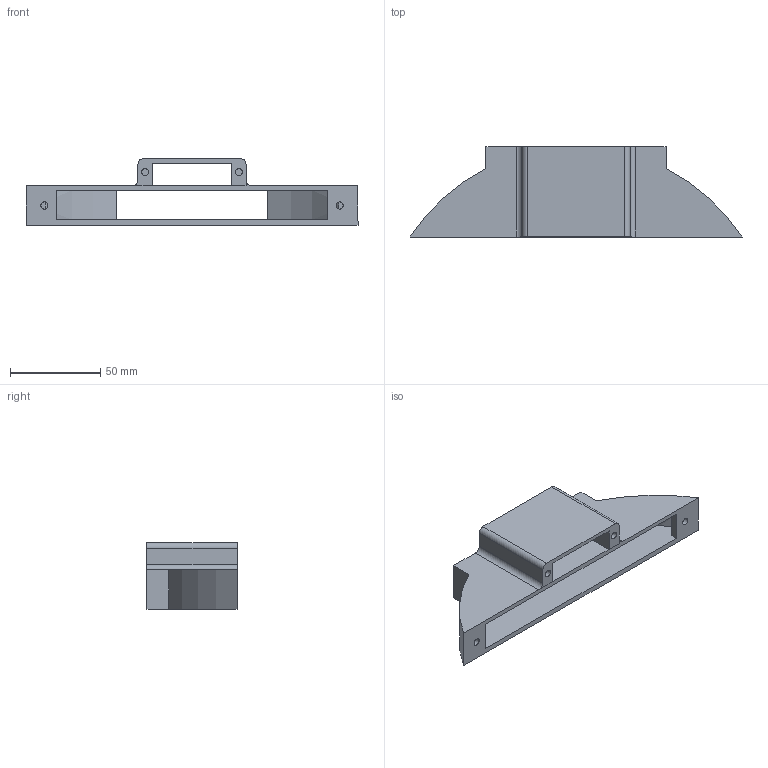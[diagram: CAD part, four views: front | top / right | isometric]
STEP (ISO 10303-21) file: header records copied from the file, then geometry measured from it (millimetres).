
FILE_DESCRIPTION(/* description */ (''),/* implementation_level */ '2;1');
FILE_NAME(/* name */ 'computing_section_connect.step',/* time_stamp */ '2021-11-13T00:29:03+01:00',/* author */ (''),/* organization */ (''),/* preprocessor_version */ 'ST-DEVELOPER v18.1',/* originating_system */ 'Autodesk Translation Framework v10.10.0.1391',/* authorisation */ '');
FILE_SCHEMA (('AUTOMOTIVE_DESIGN { 1 0 10303 214 3 1 1 }'));
Length unit declared in the file: millimetre
Products named in the file (1): Connect
Bounding box: 184.39 x 50 x 37 mm (x, y, z)
Volume: 64043.2 mm3; surface area: 43009.8 mm2
Topology: 1 solids, 1 shells, 53 faces, 127 edges, 83 vertices
Faces by surface type: plane 31, cylinder 20, cone 2
Full cylindrical faces by diameter (mm): 3.2 x2, 4 x8
Entity records: 1645 total; most frequent: CARTESIAN_POINT 315, DIRECTION 273, ORIENTED_EDGE 254, EDGE_CURVE 127, AXIS2_PLACEMENT_3D 94, LINE 85, VECTOR 85, VERTEX_POINT 83
